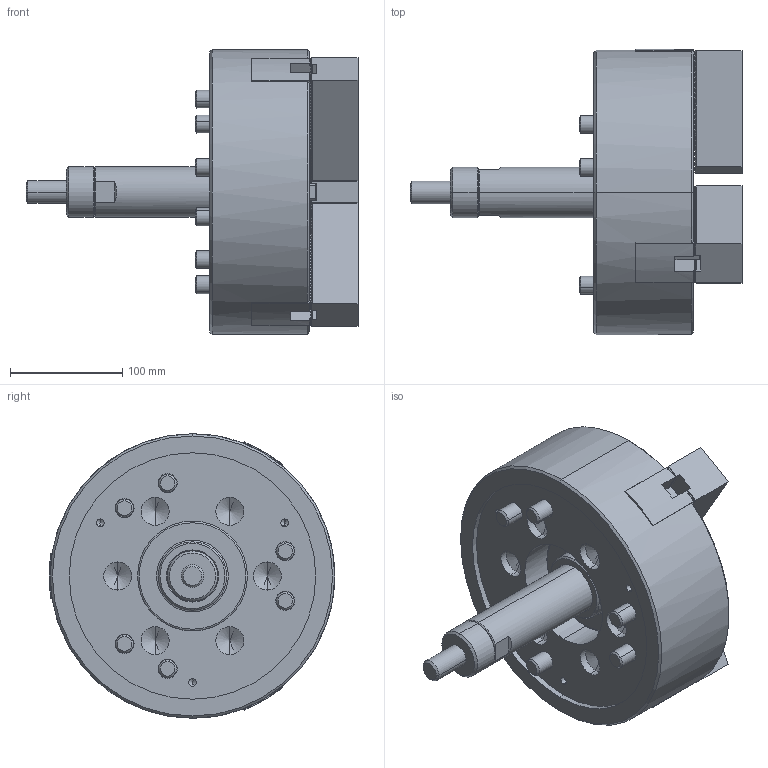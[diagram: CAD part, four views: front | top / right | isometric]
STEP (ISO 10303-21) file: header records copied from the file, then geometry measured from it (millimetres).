
FILE_DESCRIPTION (( 'STEP AP203' ), '1' );
FILE_NAME ('CF-3M-10.STEP', '2019-08-02T09:54:58', ( '' ), ( '' ), 'SwSTEP 2.0', 'SolidWorks 2016', '' );
FILE_SCHEMA (( 'CONFIG_CONTROL_DESIGN' ));
Length unit declared in the file: millimetre
Products named in the file (13): SJ-10; 圓頭內六角螺栓_M12x30; CF-3M-10-02000; 圓頭內六角螺栓_M16x85; CF-3M-10-03000; 圓頭內六角螺栓_M5x12; CF-3M-10-04000; 圓頭內六角螺栓_M20x90; CF-3H-210-04000(T型塊); CF-3M-10; CF-3P-10-01000; CF-3P-10-05010; CF-3P-10-06010
Assembly tree (30 placements, depth 2):
  CF-3M-10
    CF-3M-10-02000
    CF-3M-10-03000  x3
    CF-3M-10-04000
    CF-3H-210-04000(T型塊)  x3
    CF-3P-10-01000
    CF-3P-10-05010
    CF-3P-10-06010
    SJ-10  x3
    圓頭內六角螺栓_M12x30  x6
    圓頭內六角螺栓_M16x85  x6
    圓頭內六角螺栓_M5x12  x3
    圓頭內六角螺栓_M20x90
Bounding box: 296.3 x 254.87 x 254 mm (x, y, z)
Volume: 4734171.5 mm3; surface area: 570300.5 mm2
Topology: 30 solids, 30 shells, 3479 faces, 9927 edges, 6524 vertices
Faces by surface type: plane 2626, cylinder 653, cone 193, torus 7
Entity records: 43942 total; most frequent: CARTESIAN_POINT 8754, ORIENTED_EDGE 7374, DIRECTION 6428, EDGE_CURVE 3687, LINE 2822, VECTOR 2822, VERTEX_POINT 2431, AXIS2_PLACEMENT_3D 1803
